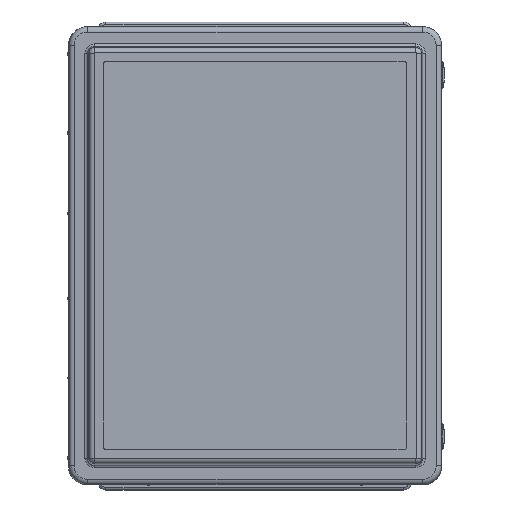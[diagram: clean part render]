
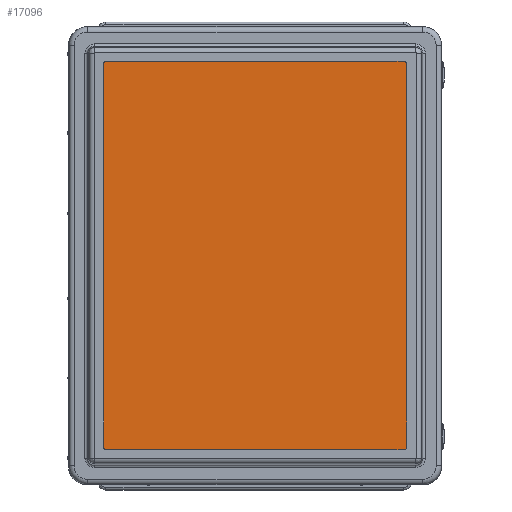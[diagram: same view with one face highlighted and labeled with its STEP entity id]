
A CAD part, top view. The second image highlights one B-rep face of the part: STEP entity #17096.
In plain terms, the highlighted planar face has unit normal (0, 0, 1).
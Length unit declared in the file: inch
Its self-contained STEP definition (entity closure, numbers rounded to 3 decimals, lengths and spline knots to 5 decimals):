
#1427=LINE($,#29506,#2778);
#1430=LINE($,#29514,#2781);
#1433=LINE($,#29522,#2784);
#1435=LINE($,#29528,#2786);
#2778=VECTOR($,#23424,18.);
#2781=VECTOR($,#23433,14.);
#2784=VECTOR($,#23442,18.);
#2786=VECTOR($,#23450,14.);
#3391=PLANE($,#18860);
#5175=FACE_OUTER_BOUND($,#6503,.T.);
#6503=EDGE_LOOP($,(#15375,#15376,#15377,#15378,#15379,#15380,#15381,#15382));
#7463=CIRCLE($,#18849,0.125);
#7464=CIRCLE($,#18852,0.125);
#7465=CIRCLE($,#18855,0.125);
#7466=CIRCLE($,#18858,0.125);
#8944=VERTEX_POINT($,#29498);
#8945=VERTEX_POINT($,#29500);
#8946=VERTEX_POINT($,#29504);
#8947=VERTEX_POINT($,#29508);
#8948=VERTEX_POINT($,#29512);
#8949=VERTEX_POINT($,#29516);
#8950=VERTEX_POINT($,#29520);
#8951=VERTEX_POINT($,#29524);
#11138=EDGE_CURVE($,#8944,#8945,#7463,.T.);
#11141=EDGE_CURVE($,#8946,#8944,#1427,.T.);
#11143=EDGE_CURVE($,#8947,#8946,#7464,.T.);
#11145=EDGE_CURVE($,#8948,#8947,#1430,.T.);
#11147=EDGE_CURVE($,#8949,#8948,#7465,.T.);
#11149=EDGE_CURVE($,#8950,#8949,#1433,.T.);
#11151=EDGE_CURVE($,#8951,#8950,#7466,.T.);
#11152=EDGE_CURVE($,#8945,#8951,#1435,.T.);
#15375=ORIENTED_EDGE($,*,*,#11152,.F.);
#15376=ORIENTED_EDGE($,*,*,#11138,.F.);
#15377=ORIENTED_EDGE($,*,*,#11141,.F.);
#15378=ORIENTED_EDGE($,*,*,#11143,.F.);
#15379=ORIENTED_EDGE($,*,*,#11145,.F.);
#15380=ORIENTED_EDGE($,*,*,#11147,.F.);
#15381=ORIENTED_EDGE($,*,*,#11149,.F.);
#15382=ORIENTED_EDGE($,*,*,#11151,.F.);
#17096=ADVANCED_FACE($,(#5175),#3391,.T.);
#18849=AXIS2_PLACEMENT_3D($,#29501,#23418,#23419);
#18852=AXIS2_PLACEMENT_3D($,#29510,#23428,#23429);
#18855=AXIS2_PLACEMENT_3D($,#29518,#23437,#23438);
#18858=AXIS2_PLACEMENT_3D($,#29526,#23446,#23447);
#18860=AXIS2_PLACEMENT_3D($,#29529,#23451,#23452);
#23418=DIRECTION('center_axis',(0.,0.,-1.));
#23419=DIRECTION('ref_axis',(0.,-1.,0.));
#23424=DIRECTION($,(0.,1.,0.));
#23428=DIRECTION('center_axis',(0.,0.,-1.));
#23429=DIRECTION('ref_axis',(1.,0.,0.));
#23433=DIRECTION($,(-1.,0.,0.));
#23437=DIRECTION('center_axis',(0.,0.,-1.));
#23438=DIRECTION('ref_axis',(0.,1.,0.));
#23442=DIRECTION($,(0.,-1.,0.));
#23446=DIRECTION('center_axis',(0.,0.,-1.));
#23447=DIRECTION('ref_axis',(-1.,0.,0.));
#23450=DIRECTION($,(1.,0.,0.));
#23451=DIRECTION('center_axis',(0.,0.,1.));
#23452=DIRECTION('ref_axis',(1.,0.,0.));
#29498=CARTESIAN_POINT('',(-7.125,9.,0.));
#29500=CARTESIAN_POINT('',(-7.,9.125,0.));
#29501=CARTESIAN_POINT('Origin',(-7.,9.,0.));
#29504=CARTESIAN_POINT('',(-7.125,-9.,0.));
#29506=CARTESIAN_POINT($,(-7.125,-9.,0.));
#29508=CARTESIAN_POINT('',(-7.,-9.125,0.));
#29510=CARTESIAN_POINT('Origin',(-7.,-9.,0.));
#29512=CARTESIAN_POINT('',(7.,-9.125,0.));
#29514=CARTESIAN_POINT($,(7.,-9.125,0.));
#29516=CARTESIAN_POINT('',(7.125,-9.,0.));
#29518=CARTESIAN_POINT('Origin',(7.,-9.,0.));
#29520=CARTESIAN_POINT('',(7.125,9.,0.));
#29522=CARTESIAN_POINT($,(7.125,9.,0.));
#29524=CARTESIAN_POINT('',(7.,9.125,0.));
#29526=CARTESIAN_POINT('Origin',(7.,9.,0.));
#29528=CARTESIAN_POINT($,(-7.,9.125,0.));
#29529=CARTESIAN_POINT('Origin',(0.,0.,0.));
